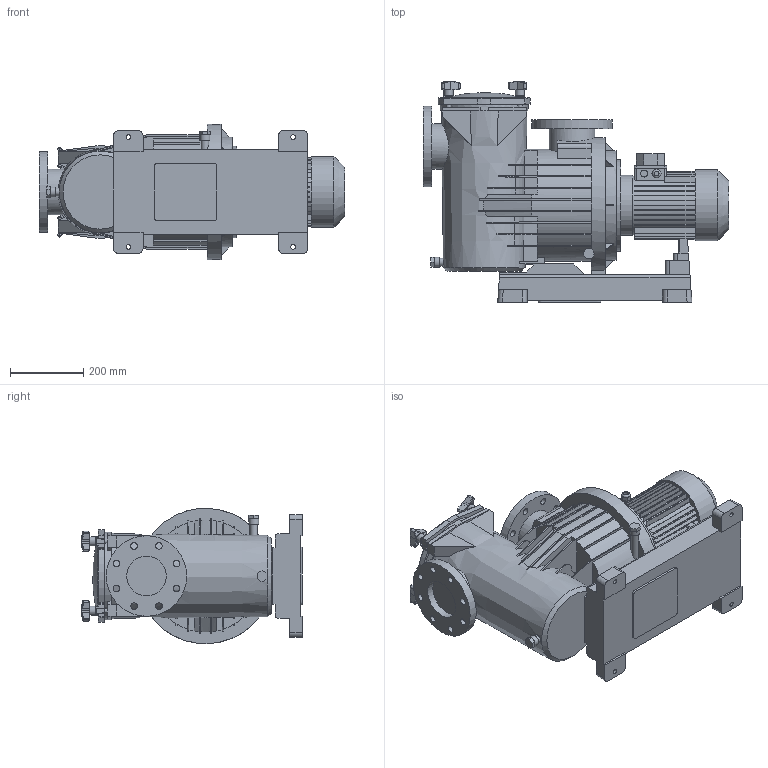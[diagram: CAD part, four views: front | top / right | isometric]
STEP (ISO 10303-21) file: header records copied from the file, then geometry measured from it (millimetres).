
FILE_DESCRIPTION(/* description */ ('Unknown'),/* implementation_level */ '2;1');
FILE_NAME(/* name */ 'MAGNUS 400',/* time_stamp */ '2018-10-21T18:13:41+02:00',/* author */ ('Unknown'),/* organization */ ('Unknown'),/* preprocessor_version */ 'ST-DEVELOPER v16.7',/* originating_system */ 'DEX',/* authorisation */ $);
FILE_SCHEMA (('AUTOMOTIVE_DESIGN {1 0 10303 214 3 1 1}'));
Length unit declared in the file: millimetre
Products named in the file (1): MAGNUS 400
Bounding box: 835.5 x 603.5 x 369.55 mm (x, y, z)
Volume: 60071516 mm3; surface area: 2073139.1 mm2
Topology: 1 solids, 6 shells, 920 faces, 2476 edges, 1600 vertices
Faces by surface type: plane 575, cylinder 239, bspline 44, cone 43, torus 18, sphere 1
Full cylindrical faces by diameter (mm): 12 x4, 12.5 x8, 13 x1, 17.5 x4, 18 x16, 19 x2, 20 x2, 21 x4, 22.5 x4, 23 x1, 25 x4, 27 x2, 108 x2, 125 x2, 163 x1, 164 x1, 194 x1, 220 x2, 240 x1, 250 x1, 300 x1
Entity records: 35902 total; most frequent: CARTESIAN_POINT 7314, ORIENTED_EDGE 4632, DIRECTION 4422, EDGE_CURVE 2316, VERTEX_POINT 1541, AXIS2_PLACEMENT_3D 1498, LINE 1426, VECTOR 1426
